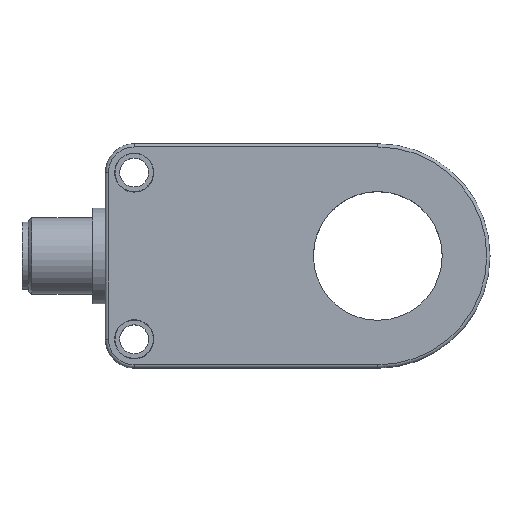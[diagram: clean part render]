
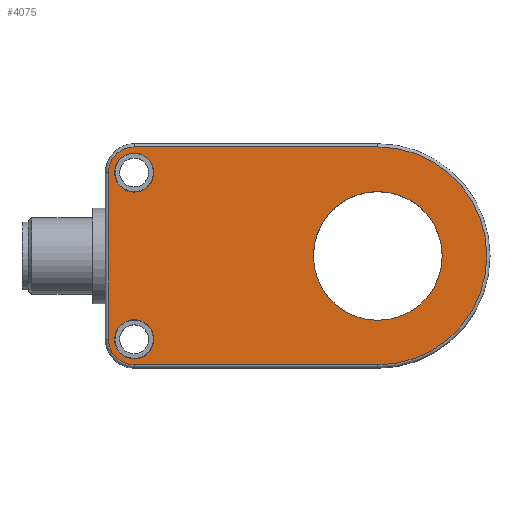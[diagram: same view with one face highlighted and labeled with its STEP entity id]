
A CAD part, top view. The second image highlights one B-rep face of the part: STEP entity #4075.
In plain terms, the highlighted planar face has unit normal (0, 0, 1).
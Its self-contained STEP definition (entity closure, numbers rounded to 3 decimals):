
#151=LINE('',#6780,#355);
#152=LINE('',#6784,#356);
#153=LINE('',#6787,#357);
#355=VECTOR('',#5461,38.);
#356=VECTOR('',#5464,38.);
#357=VECTOR('',#5467,26.);
#620=FACE_BOUND('',#1098,.T.);
#621=FACE_BOUND('',#1099,.T.);
#622=FACE_BOUND('',#1100,.T.);
#810=FACE_OUTER_BOUND('',#1097,.T.);
#1097=EDGE_LOOP('',(#2988,#2989,#2990,#2991,#2992,#2993));
#1098=EDGE_LOOP('',(#2994));
#1099=EDGE_LOOP('',(#2995));
#1100=EDGE_LOOP('',(#2996));
#1428=CIRCLE('',#4377,3.05);
#1441=CIRCLE('',#4391,3.05);
#1512=CIRCLE('',#4513,4.);
#1513=CIRCLE('',#4514,17.);
#1514=CIRCLE('',#4515,4.);
#1515=CIRCLE('',#4516,10.05);
#1769=VERTEX_POINT('',#6475);
#1794=VERTEX_POINT('',#6526);
#1862=VERTEX_POINT('',#6776);
#1863=VERTEX_POINT('',#6777);
#1864=VERTEX_POINT('',#6779);
#1865=VERTEX_POINT('',#6781);
#1866=VERTEX_POINT('',#6783);
#1867=VERTEX_POINT('',#6785);
#1868=VERTEX_POINT('',#6788);
#2167=EDGE_CURVE('',#1769,#1769,#1428,.T.);
#2192=EDGE_CURVE('',#1794,#1794,#1441,.T.);
#2310=EDGE_CURVE('',#1862,#1863,#1512,.T.);
#2311=EDGE_CURVE('',#1864,#1862,#151,.T.);
#2312=EDGE_CURVE('',#1865,#1864,#1513,.T.);
#2313=EDGE_CURVE('',#1866,#1865,#152,.T.);
#2314=EDGE_CURVE('',#1867,#1866,#1514,.T.);
#2315=EDGE_CURVE('',#1863,#1867,#153,.T.);
#2316=EDGE_CURVE('',#1868,#1868,#1515,.T.);
#2988=ORIENTED_EDGE('',*,*,#2310,.F.);
#2989=ORIENTED_EDGE('',*,*,#2311,.F.);
#2990=ORIENTED_EDGE('',*,*,#2312,.F.);
#2991=ORIENTED_EDGE('',*,*,#2313,.F.);
#2992=ORIENTED_EDGE('',*,*,#2314,.F.);
#2993=ORIENTED_EDGE('',*,*,#2315,.F.);
#2994=ORIENTED_EDGE('',*,*,#2316,.F.);
#2995=ORIENTED_EDGE('',*,*,#2167,.T.);
#2996=ORIENTED_EDGE('',*,*,#2192,.T.);
#3681=PLANE('',#4512);
#4075=ADVANCED_FACE('',(#810,#620,#621,#622),#3681,.T.);
#4377=AXIS2_PLACEMENT_3D('',#6476,#5133,#5134);
#4391=AXIS2_PLACEMENT_3D('',#6527,#5173,#5174);
#4512=AXIS2_PLACEMENT_3D('',#6775,#5457,#5458);
#4513=AXIS2_PLACEMENT_3D('',#6778,#5459,#5460);
#4514=AXIS2_PLACEMENT_3D('',#6782,#5462,#5463);
#4515=AXIS2_PLACEMENT_3D('',#6786,#5465,#5466);
#4516=AXIS2_PLACEMENT_3D('',#6789,#5468,#5469);
#5133=DIRECTION('center_axis',(0.,0.,-1.));
#5134=DIRECTION('ref_axis',(-1.,0.,0.));
#5173=DIRECTION('center_axis',(0.,0.,-1.));
#5174=DIRECTION('ref_axis',(-1.,0.,0.));
#5457=DIRECTION('center_axis',(0.,0.,1.));
#5458=DIRECTION('ref_axis',(1.,0.,0.));
#5459=DIRECTION('center_axis',(0.,0.,-1.));
#5460=DIRECTION('ref_axis',(-0.707,-0.707,0.));
#5461=DIRECTION('',(-1.,0.,0.));
#5462=DIRECTION('center_axis',(0.,0.,-1.));
#5463=DIRECTION('ref_axis',(1.,0.,0.));
#5464=DIRECTION('',(1.,0.,0.));
#5465=DIRECTION('center_axis',(0.,0.,-1.));
#5466=DIRECTION('ref_axis',(-0.707,0.707,0.));
#5467=DIRECTION('',(0.,1.,0.));
#5468=DIRECTION('center_axis',(0.,0.,1.));
#5469=DIRECTION('ref_axis',(-1.,0.,0.));
#6475=CARTESIAN_POINT('',(7.55,30.5,20.));
#6476=CARTESIAN_POINT('Origin',(4.5,30.5,20.));
#6526=CARTESIAN_POINT('',(7.55,4.5,20.));
#6527=CARTESIAN_POINT('Origin',(4.5,4.5,20.));
#6775=CARTESIAN_POINT('Origin',(24.921,17.5,20.));
#6776=CARTESIAN_POINT('',(4.5,0.5,20.));
#6777=CARTESIAN_POINT('',(0.5,4.5,20.));
#6778=CARTESIAN_POINT('Origin',(4.5,4.5,20.));
#6779=CARTESIAN_POINT('',(42.5,0.5,20.));
#6780=CARTESIAN_POINT('',(12.46,0.5,20.));
#6781=CARTESIAN_POINT('',(42.5,34.5,20.));
#6782=CARTESIAN_POINT('Origin',(42.5,17.5,20.));
#6783=CARTESIAN_POINT('',(4.5,34.5,20.));
#6784=CARTESIAN_POINT('',(33.71,34.5,20.));
#6785=CARTESIAN_POINT('',(0.5,30.5,20.));
#6786=CARTESIAN_POINT('Origin',(4.5,30.5,20.));
#6787=CARTESIAN_POINT('',(0.5,26.25,20.));
#6788=CARTESIAN_POINT('',(52.55,17.5,20.));
#6789=CARTESIAN_POINT('Origin',(42.5,17.5,20.));
